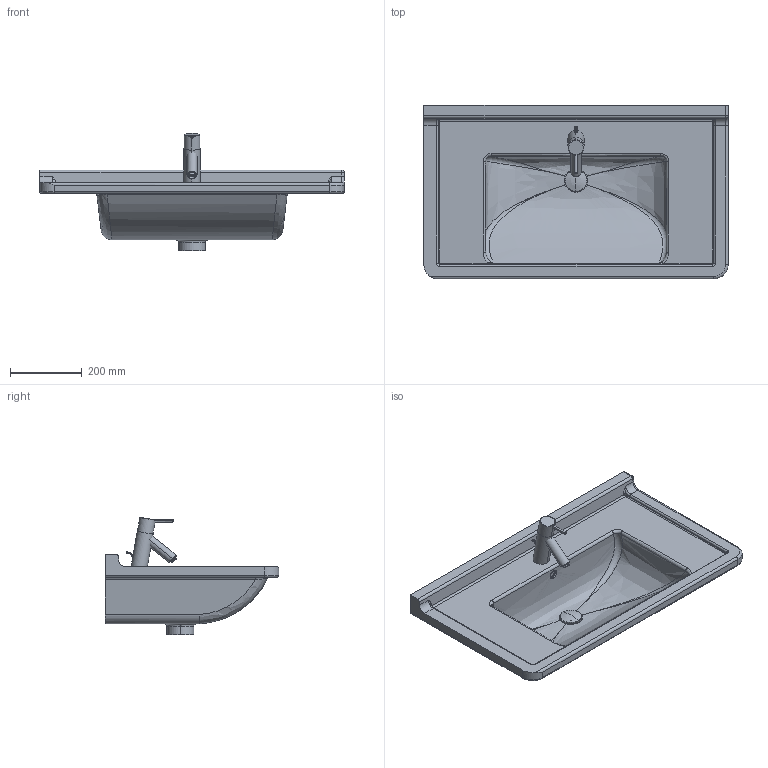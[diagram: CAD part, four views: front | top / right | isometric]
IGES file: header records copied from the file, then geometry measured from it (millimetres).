
Global section: file name: No Iges File Name specified; native system: AutoDesk Inventor R11.0; preprocessor: AutoDesk Inventor Iges Exporter R11.0; author: No Author specified; organization: No Organization specified; date: 20070725.162905; units: millimetre
Bounding box: 850 x 485 x 327.4 mm (x, y, z)
Volume: 17014250.1 mm3; surface area: 1466238.6 mm2
Topology: 8 solids, 8 shells, 216 faces, 521 edges, 313 vertices
Faces by surface type: plane 54, cylinder 53, bspline 48, revolution 32, torus 24, sphere 3, cone 2
